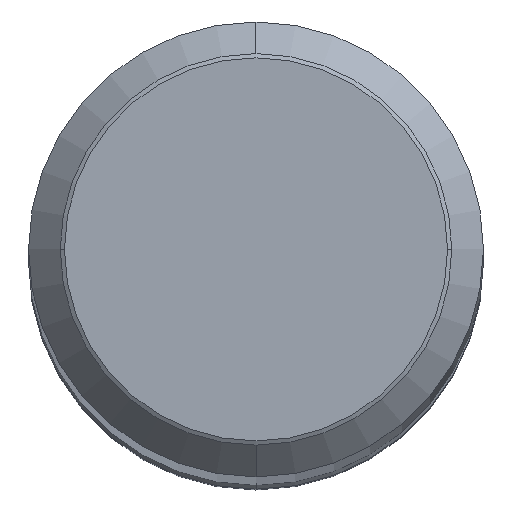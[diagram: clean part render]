
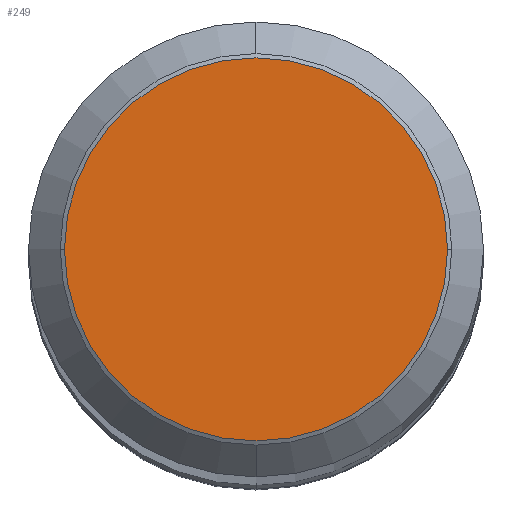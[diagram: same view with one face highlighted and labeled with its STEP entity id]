
A CAD part, top view. The second image highlights one B-rep face of the part: STEP entity #249.
In plain terms, the highlighted planar face has unit normal (0, 0, 1).
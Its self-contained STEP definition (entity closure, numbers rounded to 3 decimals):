
#183=EDGE_CURVE('',#205,#233,#381,.T.);
#191=EDGE_CURVE('',#233,#205,#390,.T.);
#205=VERTEX_POINT('',#405);
#233=VERTEX_POINT('',#436);
#249=ADVANCED_FACE('',(#454),#455,.T.);
#381=CIRCLE('',#609,5.053);
#390=CIRCLE('',#622,5.053);
#405=CARTESIAN_POINT('',(5.053,0.,185.9));
#436=CARTESIAN_POINT('',(-5.053,0.,185.9));
#454=FACE_OUTER_BOUND('',#702,.T.);
#455=PLANE('',#703);
#609=AXIS2_PLACEMENT_3D('',#866,#867,#868);
#622=AXIS2_PLACEMENT_3D('',#882,#883,#884);
#702=EDGE_LOOP('',(#963,#964));
#703=AXIS2_PLACEMENT_3D('',#965,#966,#967);
#866=CARTESIAN_POINT('',(0.,0.0,185.9));
#867=DIRECTION('',(0.0,0.0,1.0));
#868=DIRECTION('',(-1.0,0.,0.0));
#882=CARTESIAN_POINT('',(0.,0.0,185.9));
#883=DIRECTION('',(0.0,0.0,1.0));
#884=DIRECTION('',(-1.0,0.,0.0));
#963=ORIENTED_EDGE('',*,*,#191,.T.);
#964=ORIENTED_EDGE('',*,*,#183,.T.);
#965=CARTESIAN_POINT('',(0.,-2.55,185.9));
#966=DIRECTION('',(0.0,0.0,1.0));
#967=DIRECTION('',(0.,-1.0,0.0));
